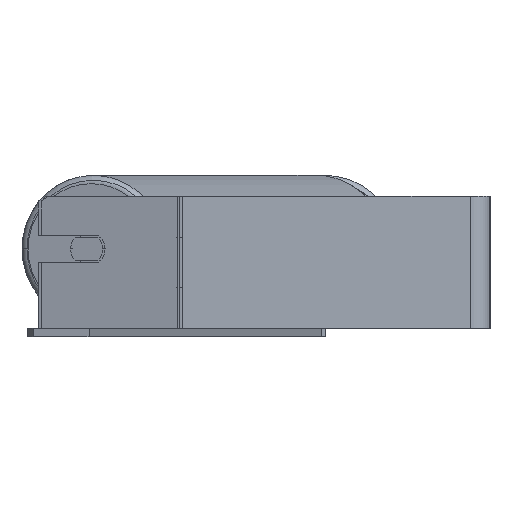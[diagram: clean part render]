
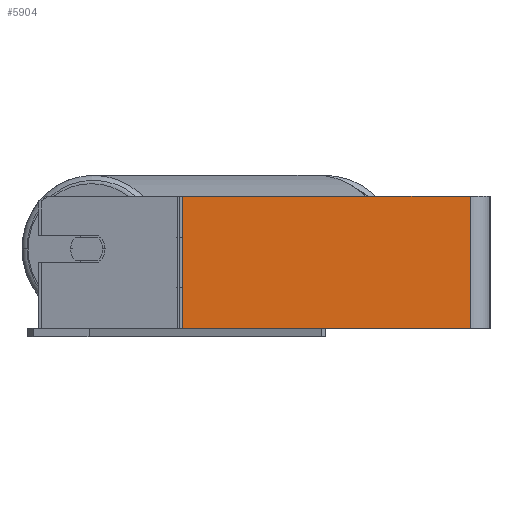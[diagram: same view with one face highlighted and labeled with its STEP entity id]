
A CAD part, left-side view. The second image highlights one B-rep face of the part: STEP entity #5904.
In plain terms, the highlighted planar face has unit normal (-1, 0, 0).
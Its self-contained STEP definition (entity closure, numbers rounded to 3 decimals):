
#183 = EDGE_CURVE ( 'NONE', #9186, #8725, #4536, .T. ) ;
#225 = DIRECTION ( 'NONE',  ( 0., -1., 0. ) ) ;
#385 = CARTESIAN_POINT ( 'NONE',  ( -840., 12., -40. ) ) ;
#550 = CARTESIAN_POINT ( 'NONE',  ( -840., 12., 40. ) ) ;
#903 = ORIENTED_EDGE ( 'NONE', *, *, #6721, .F. ) ;
#1023 = VERTEX_POINT ( 'NONE', #8918 ) ;
#1300 = ORIENTED_EDGE ( 'NONE', *, *, #4854, .T. ) ;
#1306 = VECTOR ( 'NONE', #4243, 1000. ) ;
#1347 = CARTESIAN_POINT ( 'NONE',  ( -840., 185.882, 40. ) ) ;
#1473 = AXIS2_PLACEMENT_3D ( 'NONE', #7026, #7081, #1947 ) ;
#1947 = DIRECTION ( 'NONE',  ( 0., 0., -1. ) ) ;
#2395 = VECTOR ( 'NONE', #4732, 1000. ) ;
#2469 = LINE ( 'NONE', #6040, #2395 ) ;
#4243 = DIRECTION ( 'NONE',  ( 0., 0., -1. ) ) ;
#4536 = LINE ( 'NONE', #5876, #6515 ) ;
#4732 = DIRECTION ( 'NONE',  ( 0., 0., -1. ) ) ;
#4854 = EDGE_CURVE ( 'NONE', #1023, #6697, #7600, .T. ) ;
#4877 = PLANE ( 'NONE',  #1473 ) ;
#5393 = VECTOR ( 'NONE', #6080, 1000. ) ;
#5623 = EDGE_CURVE ( 'NONE', #9186, #1023, #5662, .T. ) ;
#5662 = LINE ( 'NONE', #1347, #1306 ) ;
#5876 = CARTESIAN_POINT ( 'NONE',  ( -840., 187.462, 40. ) ) ;
#5904 = ADVANCED_FACE ( 'NONE', ( #6371 ), #4877, .F. ) ;
#6040 = CARTESIAN_POINT ( 'NONE',  ( -840., 12., 40. ) ) ;
#6080 = DIRECTION ( 'NONE',  ( 0., -1., 0. ) ) ;
#6254 = ORIENTED_EDGE ( 'NONE', *, *, #5623, .T. ) ;
#6371 = FACE_OUTER_BOUND ( 'NONE', #8162, .T. ) ;
#6512 = CARTESIAN_POINT ( 'NONE',  ( -840., 185.882, 40. ) ) ;
#6515 = VECTOR ( 'NONE', #225, 1000. ) ;
#6633 = ORIENTED_EDGE ( 'NONE', *, *, #183, .F. ) ;
#6697 = VERTEX_POINT ( 'NONE', #385 ) ;
#6721 = EDGE_CURVE ( 'NONE', #8725, #6697, #2469, .T. ) ;
#7026 = CARTESIAN_POINT ( 'NONE',  ( -840., 187.462, 40. ) ) ;
#7081 = DIRECTION ( 'NONE',  ( 1., 0., 0. ) ) ;
#7600 = LINE ( 'NONE', #9011, #5393 ) ;
#8162 = EDGE_LOOP ( 'NONE', ( #1300, #903, #6633, #6254 ) ) ;
#8725 = VERTEX_POINT ( 'NONE', #550 ) ;
#8918 = CARTESIAN_POINT ( 'NONE',  ( -840., 185.882, -40. ) ) ;
#9011 = CARTESIAN_POINT ( 'NONE',  ( -840., 187.462, -40. ) ) ;
#9186 = VERTEX_POINT ( 'NONE', #6512 ) ;
